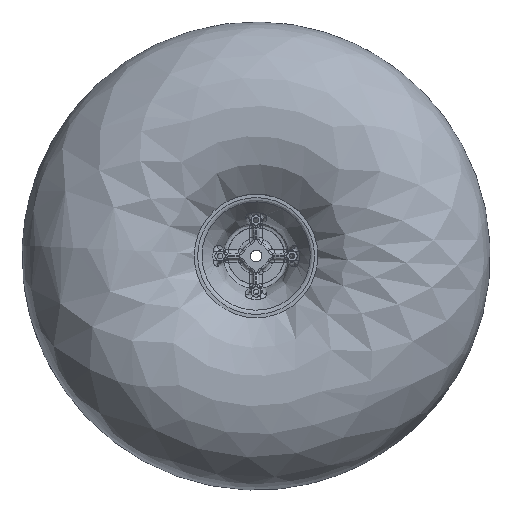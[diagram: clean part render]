
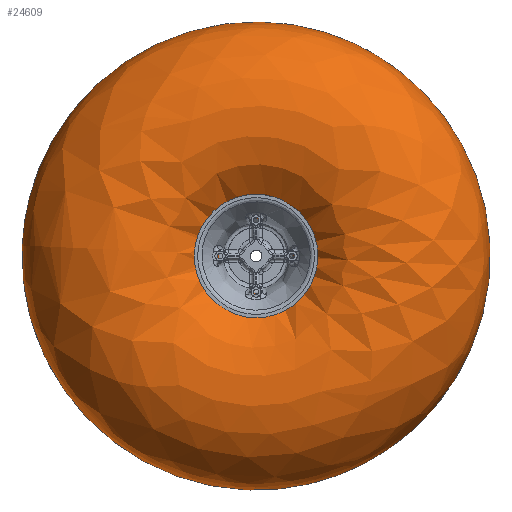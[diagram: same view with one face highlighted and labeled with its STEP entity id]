
A CAD part, left-side view. The second image highlights one B-rep face of the part: STEP entity #24609.
In plain terms, the highlighted free-form (B-spline) face has degree [3, 3] with [4, 7] control points.
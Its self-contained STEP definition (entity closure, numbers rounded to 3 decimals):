
#24509 = EDGE_CURVE('',#24510,#24512,#24514,.T.);
#24510 = VERTEX_POINT('',#24511);
#24511 = CARTESIAN_POINT('',(-11.814,-28.869,
    -1.297));
#24512 = VERTEX_POINT('',#24513);
#24513 = CARTESIAN_POINT('',(-11.814,28.869,
    1.297));
#24514 = ( BOUNDED_CURVE() B_SPLINE_CURVE(2,(#24515,#24516,#24517,#24518
,#24519),.UNSPECIFIED.,.F.,.F.) B_SPLINE_CURVE_WITH_KNOTS((3,2,3),(0.,
1.571,3.142),.PIECEWISE_BEZIER_KNOTS.) CURVE() 
GEOMETRIC_REPRESENTATION_ITEM() RATIONAL_B_SPLINE_CURVE((1.,
0.707,1.,0.707,1.)) REPRESENTATION_ITEM('') );
#24515 = CARTESIAN_POINT('',(-11.814,-28.869,
    -1.297));
#24516 = CARTESIAN_POINT('',(-11.814,-27.572,
    -30.167));
#24517 = CARTESIAN_POINT('',(-11.814,1.297,
    -28.869));
#24518 = CARTESIAN_POINT('',(-11.814,30.167,
    -27.572));
#24519 = CARTESIAN_POINT('',(-11.814,28.869,
    1.297));
#24521 = EDGE_CURVE('',#24512,#24510,#24522,.T.);
#24522 = ( BOUNDED_CURVE() B_SPLINE_CURVE(2,(#24523,#24524,#24525,#24526
,#24527),.UNSPECIFIED.,.F.,.F.) B_SPLINE_CURVE_WITH_KNOTS((3,2,3),(
    3.142,4.712,6.283),
.PIECEWISE_BEZIER_KNOTS.) CURVE() GEOMETRIC_REPRESENTATION_ITEM() 
RATIONAL_B_SPLINE_CURVE((1.,0.707,1.,0.707,1.)) 
REPRESENTATION_ITEM('') );
#24523 = CARTESIAN_POINT('',(-11.814,28.869,
    1.297));
#24524 = CARTESIAN_POINT('',(-11.814,27.572,
    30.167));
#24525 = CARTESIAN_POINT('',(-11.814,-1.297,
    28.869));
#24526 = CARTESIAN_POINT('',(-11.814,-30.167,
    27.572));
#24527 = CARTESIAN_POINT('',(-11.814,-28.869,
    -1.297));
#24593 = EDGE_CURVE('',#24594,#24594,#24596,.T.);
#24594 = VERTEX_POINT('',#24595);
#24595 = CARTESIAN_POINT('',(-0.118,180.701,
    8.119));
#24596 = ( BOUNDED_CURVE() B_SPLINE_CURVE(2,(#24597,#24598,#24599,#24600
    ,#24601,#24602,#24603),.UNSPECIFIED.,.T.,.F.) 
B_SPLINE_CURVE_WITH_KNOTS((1,2,2,2,2,1),(-2.094,0.,
    2.094,4.189,6.283,8.378),
.UNSPECIFIED.) CURVE() GEOMETRIC_REPRESENTATION_ITEM() 
RATIONAL_B_SPLINE_CURVE((1.,0.5,1.,0.5,1.,0.5,1.)) REPRESENTATION_ITEM(
  '') );
#24597 = CARTESIAN_POINT('',(-0.118,180.701,
    8.119));
#24598 = CARTESIAN_POINT('',(-0.118,194.764,
    -304.864));
#24599 = CARTESIAN_POINT('',(-0.118,-83.319,
    -160.551));
#24600 = CARTESIAN_POINT('',(-0.118,-361.402,
    -16.238));
#24601 = CARTESIAN_POINT('',(-0.118,-97.382,
    152.432));
#24602 = CARTESIAN_POINT('',(-0.118,166.638,
    321.102));
#24603 = CARTESIAN_POINT('',(-0.118,180.701,
    8.119));
#24609 = ADVANCED_FACE('',(#24610),#24623,.T.);
#24610 = FACE_BOUND('',#24611,.T.);
#24611 = EDGE_LOOP('',(#24612,#24613,#24620,#24621,#24622));
#24612 = ORIENTED_EDGE('',*,*,#24593,.T.);
#24613 = ORIENTED_EDGE('',*,*,#24614,.F.);
#24614 = EDGE_CURVE('',#24512,#24594,#24615,.T.);
#24615 = ( BOUNDED_CURVE() B_SPLINE_CURVE(3,(#24616,#24617,#24618,#24619
),.UNSPECIFIED.,.F.,.F.) B_SPLINE_CURVE_WITH_KNOTS((4,4),(
0.039,0.5),.PIECEWISE_BEZIER_KNOTS.) CURVE() 
GEOMETRIC_REPRESENTATION_ITEM() RATIONAL_B_SPLINE_CURVE((0.857,
0.337,0.385,1.)) REPRESENTATION_ITEM('') );
#24616 = CARTESIAN_POINT('',(-11.814,28.869,
    1.297));
#24617 = CARTESIAN_POINT('',(-137.976,52.101,
    2.341));
#24618 = CARTESIAN_POINT('',(-112.241,180.701,
    8.119));
#24619 = CARTESIAN_POINT('',(-0.118,180.701,
    8.119));
#24620 = ORIENTED_EDGE('',*,*,#24521,.T.);
#24621 = ORIENTED_EDGE('',*,*,#24509,.T.);
#24622 = ORIENTED_EDGE('',*,*,#24614,.T.);
#24623 = ( BOUNDED_SURFACE() B_SPLINE_SURFACE(3,3,(
    (#24624,#24625,#24626,#24627,#24628,#24629,#24630)
    ,(#24631,#24632,#24633,#24634,#24635,#24636,#24637)
    ,(#24638,#24639,#24640,#24641,#24642,#24643,#24644)
    ,(#24645,#24646,#24647,#24648,#24649,#24650,#24651
)),.UNSPECIFIED.,.F.,.T.,.F.) B_SPLINE_SURFACE_WITH_KNOTS((4,4),(1,3,3,3
    ,1),(1.039,1.5),(-0.5,0.,0.5,1.,1.5),.UNSPECIFIED.) 
GEOMETRIC_REPRESENTATION_ITEM() RATIONAL_B_SPLINE_SURFACE((
    (0.857,0.286,0.286,0.857
      ,0.286,0.286,0.857)
    ,(0.337,0.112,0.112,0.337
      ,0.112,0.112,0.337)
    ,(0.385,0.128,0.128,0.385
      ,0.128,0.128,0.385)
    ,(1.,0.333,0.333,1.,0.333,0.333
,1.))) REPRESENTATION_ITEM('') SURFACE() );
#24624 = CARTESIAN_POINT('',(-11.814,28.869,
    1.297));
#24625 = CARTESIAN_POINT('',(-11.814,31.464,
    -56.442));
#24626 = CARTESIAN_POINT('',(-11.814,-26.275,
    -59.036));
#24627 = CARTESIAN_POINT('',(-11.814,-28.869,
    -1.297));
#24628 = CARTESIAN_POINT('',(-11.814,-31.464,
    56.442));
#24629 = CARTESIAN_POINT('',(-11.814,26.275,
    59.036));
#24630 = CARTESIAN_POINT('',(-11.814,28.869,
    1.297));
#24631 = CARTESIAN_POINT('',(-137.976,52.101,
    2.341));
#24632 = CARTESIAN_POINT('',(-137.976,56.783,
    -101.862));
#24633 = CARTESIAN_POINT('',(-137.976,-47.419,
    -106.544));
#24634 = CARTESIAN_POINT('',(-137.976,-52.101,
    -2.341));
#24635 = CARTESIAN_POINT('',(-137.976,-56.783,
    101.862));
#24636 = CARTESIAN_POINT('',(-137.976,47.419,
    106.544));
#24637 = CARTESIAN_POINT('',(-137.976,52.101,
    2.341));
#24638 = CARTESIAN_POINT('',(-112.241,180.701,
    8.119));
#24639 = CARTESIAN_POINT('',(-112.241,196.939,
    -353.283));
#24640 = CARTESIAN_POINT('',(-112.241,-164.463,
    -369.521));
#24641 = CARTESIAN_POINT('',(-112.241,-180.701,
    -8.119));
#24642 = CARTESIAN_POINT('',(-112.241,-196.939,
    353.283));
#24643 = CARTESIAN_POINT('',(-112.241,164.463,
    369.521));
#24644 = CARTESIAN_POINT('',(-112.241,180.701,
    8.119));
#24645 = CARTESIAN_POINT('',(-0.118,180.701,
    8.119));
#24646 = CARTESIAN_POINT('',(-0.118,196.939,
    -353.283));
#24647 = CARTESIAN_POINT('',(-0.118,-164.463,
    -369.521));
#24648 = CARTESIAN_POINT('',(-0.118,-180.701,
    -8.119));
#24649 = CARTESIAN_POINT('',(-0.118,-196.939,
    353.283));
#24650 = CARTESIAN_POINT('',(-0.118,164.463,
    369.521));
#24651 = CARTESIAN_POINT('',(-0.118,180.701,
    8.119));
